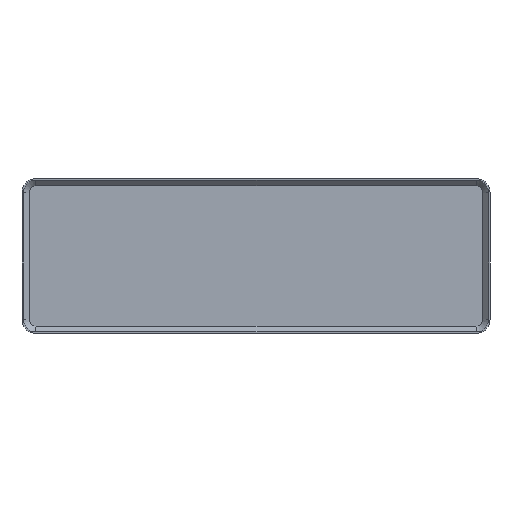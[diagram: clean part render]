
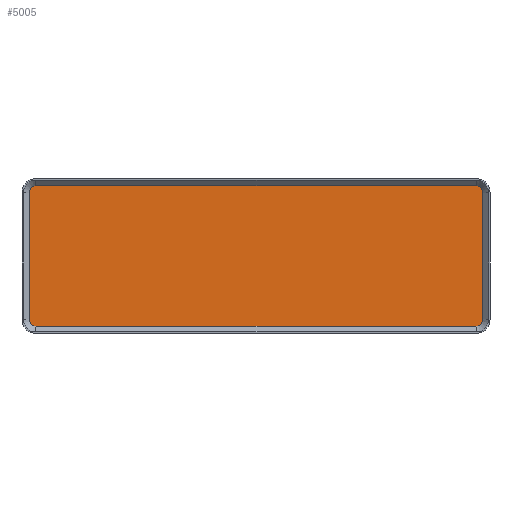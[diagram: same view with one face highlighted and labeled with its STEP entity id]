
A CAD part, top view. The second image highlights one B-rep face of the part: STEP entity #5005.
In plain terms, the highlighted planar face has unit normal (0, 0, 1).
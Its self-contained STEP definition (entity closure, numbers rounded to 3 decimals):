
#255=PLANE('',#5524);
#604=FACE_OUTER_BOUND('',#914,.T.);
#914=EDGE_LOOP('',(#4654,#4655,#4656,#4657,#4658,#4659,#4660,#4661));
#940=CIRCLE('',#5067,2.95);
#941=CIRCLE('',#5070,2.95);
#944=CIRCLE('',#5079,2.95);
#945=CIRCLE('',#5082,2.95);
#1171=LINE('',#7175,#1669);
#1174=LINE('',#7183,#1672);
#1188=LINE('',#7234,#1686);
#1190=LINE('',#7239,#1688);
#1669=VECTOR('',#5671,10.);
#1672=VECTOR('',#5680,10.);
#1686=VECTOR('',#5712,10.);
#1688=VECTOR('',#5720,10.);
#2160=VERTEX_POINT('',#7167);
#2161=VERTEX_POINT('',#7169);
#2162=VERTEX_POINT('',#7173);
#2163=VERTEX_POINT('',#7177);
#2164=VERTEX_POINT('',#7181);
#2178=VERTEX_POINT('',#7227);
#2179=VERTEX_POINT('',#7229);
#2180=VERTEX_POINT('',#7233);
#2609=EDGE_CURVE('',#2161,#2160,#940,.T.);
#2612=EDGE_CURVE('',#2160,#2162,#1171,.T.);
#2614=EDGE_CURVE('',#2162,#2163,#941,.T.);
#2616=EDGE_CURVE('',#2163,#2164,#1174,.T.);
#2635=EDGE_CURVE('',#2179,#2178,#944,.T.);
#2637=EDGE_CURVE('',#2180,#2179,#1188,.T.);
#2639=EDGE_CURVE('',#2164,#2180,#945,.T.);
#2640=EDGE_CURVE('',#2178,#2161,#1190,.T.);
#4654=ORIENTED_EDGE('',*,*,#2616,.T.);
#4655=ORIENTED_EDGE('',*,*,#2639,.T.);
#4656=ORIENTED_EDGE('',*,*,#2637,.T.);
#4657=ORIENTED_EDGE('',*,*,#2635,.T.);
#4658=ORIENTED_EDGE('',*,*,#2640,.T.);
#4659=ORIENTED_EDGE('',*,*,#2609,.T.);
#4660=ORIENTED_EDGE('',*,*,#2612,.T.);
#4661=ORIENTED_EDGE('',*,*,#2614,.T.);
#5005=ADVANCED_FACE('',(#604),#255,.T.);
#5067=AXIS2_PLACEMENT_3D('',#7170,#5665,#5666);
#5070=AXIS2_PLACEMENT_3D('',#7179,#5675,#5676);
#5079=AXIS2_PLACEMENT_3D('',#7230,#5707,#5708);
#5082=AXIS2_PLACEMENT_3D('',#7237,#5716,#5717);
#5524=AXIS2_PLACEMENT_3D('',#8486,#7032,#7033);
#5665=DIRECTION('center_axis',(0.,0.,1.));
#5666=DIRECTION('ref_axis',(1.,0.,0.));
#5671=DIRECTION('',(-1.,0.,0.));
#5675=DIRECTION('center_axis',(0.,0.,1.));
#5676=DIRECTION('ref_axis',(0.,1.,0.));
#5680=DIRECTION('',(0.,-1.,0.));
#5707=DIRECTION('center_axis',(0.,0.,1.));
#5708=DIRECTION('ref_axis',(0.,-1.,0.));
#5712=DIRECTION('',(1.,0.,0.));
#5716=DIRECTION('center_axis',(0.,0.,1.));
#5717=DIRECTION('ref_axis',(-1.,0.,0.));
#5720=DIRECTION('',(0.,1.,0.));
#7032=DIRECTION('center_axis',(0.,0.,1.));
#7033=DIRECTION('ref_axis',(1.,0.,0.));
#7167=CARTESIAN_POINT('',(122.,40.95,5.8));
#7169=CARTESIAN_POINT('',(124.95,38.,5.8));
#7170=CARTESIAN_POINT('Origin',(122.,38.,5.8));
#7173=CARTESIAN_POINT('',(4.,40.95,5.8));
#7175=CARTESIAN_POINT('',(12.5,40.95,5.8));
#7177=CARTESIAN_POINT('',(1.05,38.,5.8));
#7179=CARTESIAN_POINT('Origin',(4.,38.,5.8));
#7181=CARTESIAN_POINT('',(1.05,4.,5.8));
#7183=CARTESIAN_POINT('',(1.05,12.5,5.8));
#7227=CARTESIAN_POINT('',(124.95,4.,5.8));
#7229=CARTESIAN_POINT('',(122.,1.05,5.8));
#7230=CARTESIAN_POINT('Origin',(122.,4.,5.8));
#7233=CARTESIAN_POINT('',(4.,1.05,5.8));
#7234=CARTESIAN_POINT('',(71.5,1.05,5.8));
#7237=CARTESIAN_POINT('Origin',(4.,4.,5.8));
#7239=CARTESIAN_POINT('',(124.95,29.5,5.8));
#8486=CARTESIAN_POINT('Origin',(21.,21.,5.8));
